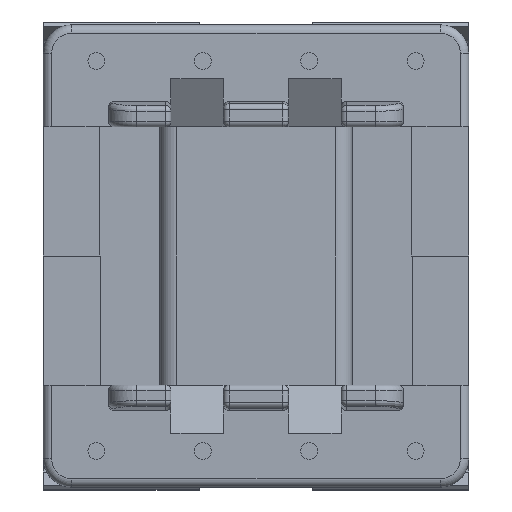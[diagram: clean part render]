
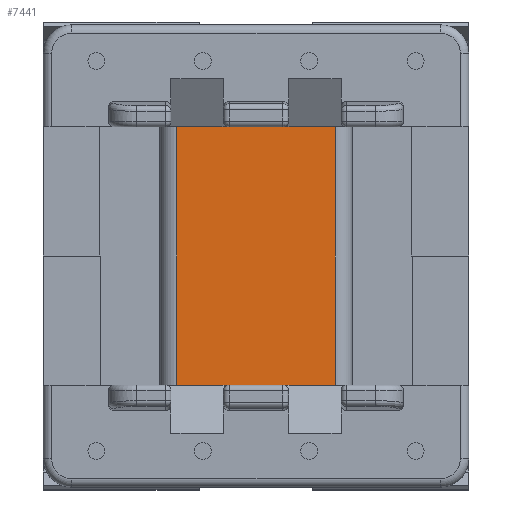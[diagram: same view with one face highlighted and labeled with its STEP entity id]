
A CAD part, front view. The second image highlights one B-rep face of the part: STEP entity #7441.
In plain terms, the highlighted planar face has unit normal (0, -1, 0).
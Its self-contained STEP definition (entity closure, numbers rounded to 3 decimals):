
#492 = VERTEX_POINT ( 'NONE', #8281 ) ;
#568 = AXIS2_PLACEMENT_3D ( 'NONE', #6630, #7372, #2902 ) ;
#767 = DIRECTION ( 'NONE',  ( 0., 0., 1. ) ) ;
#836 = CARTESIAN_POINT ( 'NONE',  ( -3.4, -1.875, 4.55 ) ) ;
#1123 = VERTEX_POINT ( 'NONE', #3260 ) ;
#1152 = DIRECTION ( 'NONE',  ( 1., 0., 0. ) ) ;
#1367 = VERTEX_POINT ( 'NONE', #9635 ) ;
#1414 = VERTEX_POINT ( 'NONE', #8951 ) ;
#1422 = VECTOR ( 'NONE', #9107, 1000. ) ;
#1474 = LINE ( 'NONE', #4749, #3278 ) ;
#1597 = DIRECTION ( 'NONE',  ( 1., 0., 0. ) ) ;
#1732 = LINE ( 'NONE', #4558, #9250 ) ;
#1836 = LINE ( 'NONE', #7242, #5630 ) ;
#1964 = ORIENTED_EDGE ( 'NONE', *, *, #8531, .F. ) ;
#2354 = EDGE_LOOP ( 'NONE', ( #6876, #8397, #4543, #1964, #6946, #2733, #9167, #3710 ) ) ;
#2630 = VERTEX_POINT ( 'NONE', #8546 ) ;
#2733 = ORIENTED_EDGE ( 'NONE', *, *, #9485, .T. ) ;
#2902 = DIRECTION ( 'NONE',  ( 0., 0., 1. ) ) ;
#3260 = CARTESIAN_POINT ( 'NONE',  ( -2.8, -1.875, -4.55 ) ) ;
#3278 = VECTOR ( 'NONE', #7715, 1000. ) ;
#3301 = LINE ( 'NONE', #836, #8786 ) ;
#3710 = ORIENTED_EDGE ( 'NONE', *, *, #9681, .T. ) ;
#3759 = VECTOR ( 'NONE', #1152, 1000. ) ;
#3842 = VECTOR ( 'NONE', #8571, 1000. ) ;
#3877 = EDGE_CURVE ( 'NONE', #1123, #8119, #9776, .T. ) ;
#3891 = CARTESIAN_POINT ( 'NONE',  ( 0., -1.875, 4.55 ) ) ;
#4543 = ORIENTED_EDGE ( 'NONE', *, *, #8880, .F. ) ;
#4558 = CARTESIAN_POINT ( 'NONE',  ( 0., -1.875, -4.55 ) ) ;
#4749 = CARTESIAN_POINT ( 'NONE',  ( -2.8, -1.875, 4.55 ) ) ;
#4758 = LINE ( 'NONE', #3891, #1422 ) ;
#4855 = CARTESIAN_POINT ( 'NONE',  ( -0.95, -1.875, -4.55 ) ) ;
#5115 = CARTESIAN_POINT ( 'NONE',  ( 2.8, -1.875, 4.55 ) ) ;
#5283 = VECTOR ( 'NONE', #767, 1000. ) ;
#5302 = FACE_OUTER_BOUND ( 'NONE', #2354, .T. ) ;
#5303 = DIRECTION ( 'NONE',  ( 1., 0., 0. ) ) ;
#5464 = VERTEX_POINT ( 'NONE', #8450 ) ;
#5630 = VECTOR ( 'NONE', #5746, 1000. ) ;
#5746 = DIRECTION ( 'NONE',  ( 1., 0., 0. ) ) ;
#5768 = LINE ( 'NONE', #6023, #5283 ) ;
#6002 = EDGE_CURVE ( 'NONE', #5464, #1367, #4758, .T. ) ;
#6023 = CARTESIAN_POINT ( 'NONE',  ( 2.8, -1.875, 4.55 ) ) ;
#6630 = CARTESIAN_POINT ( 'NONE',  ( -3.4, -1.875, 4.55 ) ) ;
#6876 = ORIENTED_EDGE ( 'NONE', *, *, #8433, .T. ) ;
#6946 = ORIENTED_EDGE ( 'NONE', *, *, #6002, .F. ) ;
#7042 = CARTESIAN_POINT ( 'NONE',  ( 0., -1.875, -4.55 ) ) ;
#7242 = CARTESIAN_POINT ( 'NONE',  ( -3.4, -1.875, -4.55 ) ) ;
#7372 = DIRECTION ( 'NONE',  ( 0., 1., 0. ) ) ;
#7441 = ADVANCED_FACE ( 'NONE', ( #5302 ), #8812, .F. ) ;
#7485 = LINE ( 'NONE', #9388, #3759 ) ;
#7715 = DIRECTION ( 'NONE',  ( 0., 0., -1. ) ) ;
#8119 = VERTEX_POINT ( 'NONE', #4855 ) ;
#8281 = CARTESIAN_POINT ( 'NONE',  ( 2.8, -1.875, -4.55 ) ) ;
#8397 = ORIENTED_EDGE ( 'NONE', *, *, #8444, .T. ) ;
#8433 = EDGE_CURVE ( 'NONE', #1414, #492, #1732, .T. ) ;
#8444 = EDGE_CURVE ( 'NONE', #492, #8595, #5768, .T. ) ;
#8450 = CARTESIAN_POINT ( 'NONE',  ( -2.8, -1.875, 4.55 ) ) ;
#8531 = EDGE_CURVE ( 'NONE', #1367, #2630, #3301, .T. ) ;
#8546 = CARTESIAN_POINT ( 'NONE',  ( 0.95, -1.875, 4.55 ) ) ;
#8571 = DIRECTION ( 'NONE',  ( 1., 0., 0. ) ) ;
#8595 = VERTEX_POINT ( 'NONE', #5115 ) ;
#8786 = VECTOR ( 'NONE', #1597, 1000. ) ;
#8812 = PLANE ( 'NONE',  #568 ) ;
#8880 = EDGE_CURVE ( 'NONE', #2630, #8595, #7485, .T. ) ;
#8951 = CARTESIAN_POINT ( 'NONE',  ( 0.95, -1.875, -4.55 ) ) ;
#9107 = DIRECTION ( 'NONE',  ( 1., 0., 0. ) ) ;
#9167 = ORIENTED_EDGE ( 'NONE', *, *, #3877, .T. ) ;
#9250 = VECTOR ( 'NONE', #5303, 1000. ) ;
#9388 = CARTESIAN_POINT ( 'NONE',  ( 0., -1.875, 4.55 ) ) ;
#9485 = EDGE_CURVE ( 'NONE', #5464, #1123, #1474, .T. ) ;
#9635 = CARTESIAN_POINT ( 'NONE',  ( -0.95, -1.875, 4.55 ) ) ;
#9681 = EDGE_CURVE ( 'NONE', #8119, #1414, #1836, .T. ) ;
#9776 = LINE ( 'NONE', #7042, #3842 ) ;
